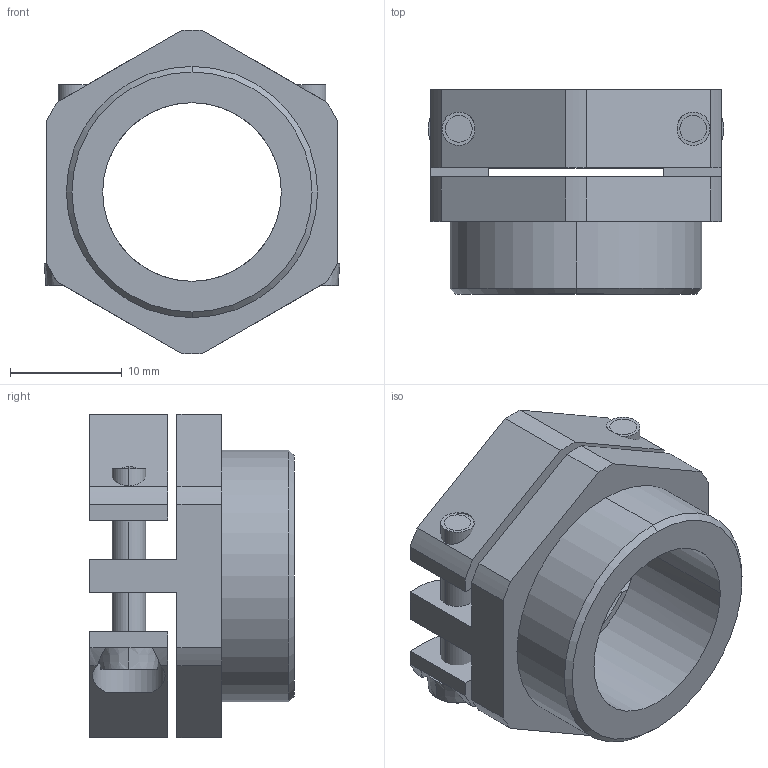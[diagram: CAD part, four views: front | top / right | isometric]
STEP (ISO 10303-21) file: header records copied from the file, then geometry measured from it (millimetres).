
FILE_DESCRIPTION((''),'2;1');
FILE_NAME('2013169_ASM','2014-09-18T',('AndreasKeweloh'),(''),'PRO/ENGINEER BY PARAMETRIC TECHNOLOGY CORPORATION, 2014000','PRO/ENGINEER BY PARAMETRIC TECHNOLOGY CORPORATION, 2014000','');
FILE_SCHEMA(('CONFIG_CONTROL_DESIGN'));
Length unit declared in the file: millimetre
Products named in the file (4): 2013169_KOERPER; 2013169_BACKE; I1207_030_16_ST; 2013169_ASM
Assembly tree (4 placements, depth 2):
  2013169_ASM
    2013169_KOERPER
    2013169_BACKE
    I1207_030_16_ST  x2
Bounding box: 26.5 x 18.3 x 28.99 mm (x, y, z)
Volume: 4819.2 mm3; surface area: 4523.6 mm2
Topology: 5 solids, 7 shells, 112 faces, 294 edges, 194 vertices
Faces by surface type: plane 50, cylinder 42, torus 12, cone 8
Entity records: 3272 total; most frequent: CARTESIAN_POINT 721, DIRECTION 526, ORIENTED_EDGE 504, EDGE_CURVE 254, AXIS2_PLACEMENT_3D 199, VERTEX_POINT 168, VECTOR 128, LINE 128
